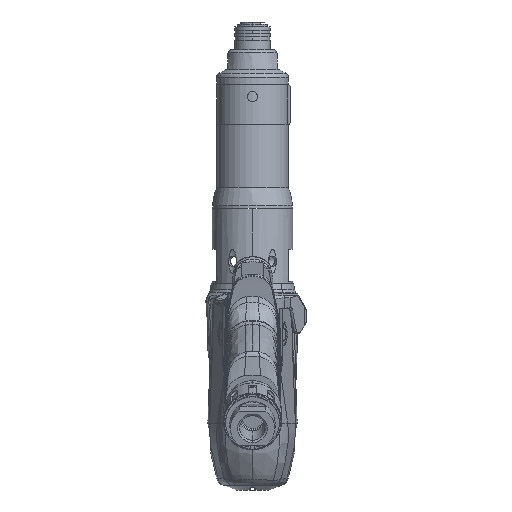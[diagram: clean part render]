
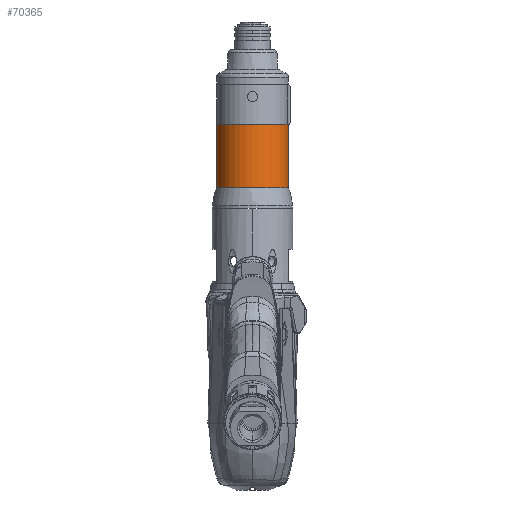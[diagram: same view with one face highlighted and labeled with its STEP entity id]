
A CAD part, front view. The second image highlights one B-rep face of the part: STEP entity #70365.
In plain terms, the highlighted cylindrical face has radius 16.05 mm (diameter 32.1 mm), a partial arc.
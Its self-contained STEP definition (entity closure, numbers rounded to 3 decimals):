
#69788=DIRECTION('',(0.,0.,1.));
#69789=VECTOR('',#69788,28.318);
#69790=CARTESIAN_POINT('',(16.05,0.,40.382));
#69791=LINE('',#69790,#69789);
#69792=CARTESIAN_POINT('',(0.,0.,40.382));
#69793=DIRECTION('',(0.,0.,-1.));
#69794=DIRECTION('',(1.,0.,0.));
#69795=AXIS2_PLACEMENT_3D('',#69792,#69793,#69794);
#69797=DIRECTION('',(0.,0.,1.));
#69798=VECTOR('',#69797,28.318);
#69799=CARTESIAN_POINT('',(-16.05,0.,40.382));
#69800=LINE('',#69799,#69798);
#69801=CARTESIAN_POINT('',(0.,0.,68.7));
#69802=DIRECTION('',(0.,0.,1.));
#69803=DIRECTION('',(-1.,0.,0.));
#69804=AXIS2_PLACEMENT_3D('',#69801,#69802,#69803);
#70014=CARTESIAN_POINT('',(16.05,0.,40.382));
#70015=VERTEX_POINT('',#70014);
#70016=CARTESIAN_POINT('',(16.05,0.,68.7));
#70017=VERTEX_POINT('',#70016);
#70026=CARTESIAN_POINT('',(-16.05,0.,40.382));
#70027=VERTEX_POINT('',#70026);
#70028=CARTESIAN_POINT('',(-16.05,0.,68.7));
#70029=VERTEX_POINT('',#70028);
#70353=CARTESIAN_POINT('',(0.,0.,11.27));
#70354=DIRECTION('',(0.,0.,1.));
#70355=DIRECTION('',(1.,0.,0.));
#70356=AXIS2_PLACEMENT_3D('',#70353,#70354,#70355);
#70357=CYLINDRICAL_SURFACE('',#70356,16.05);
#70358=ORIENTED_EDGE('',*,*,#70149,.F.);
#70359=ORIENTED_EDGE('',*,*,#70341,.T.);
#70360=ORIENTED_EDGE('',*,*,#70153,.T.);
#70362=ORIENTED_EDGE('',*,*,#70361,.T.);
#70363=EDGE_LOOP('',(#70358,#70359,#70360,#70362));
#70364=FACE_OUTER_BOUND('',#70363,.F.);
#70365=ADVANCED_FACE('',(#70364),#70357,.T.);
#69796=CIRCLE('',#69795,16.05);
#69805=CIRCLE('',#69804,16.05);
#70149=EDGE_CURVE('',#70015,#70017,#69791,.T.);
#70153=EDGE_CURVE('',#70027,#70029,#69800,.T.);
#70341=EDGE_CURVE('',#70015,#70027,#69796,.T.);
#70361=EDGE_CURVE('',#70029,#70017,#69805,.T.);
